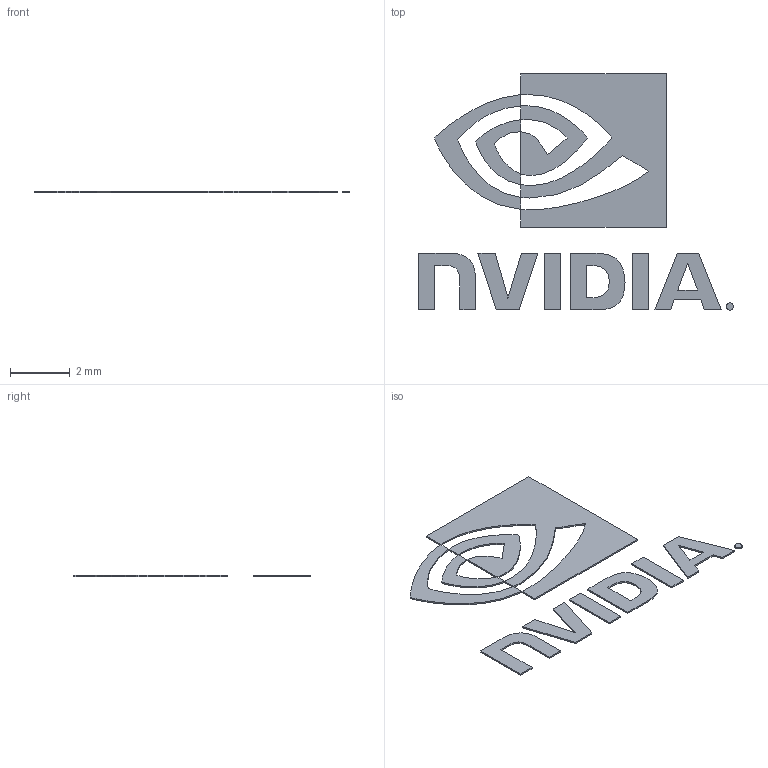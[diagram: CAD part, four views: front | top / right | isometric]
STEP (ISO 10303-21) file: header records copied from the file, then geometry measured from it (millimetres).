
FILE_DESCRIPTION(/* description */ (''),/* implementation_level */ '2;1');
FILE_NAME(/* name */ 'LOGO_SILK_NVIDIA_I0600X0330.stp',/* time_stamp */ '2023-11-01T20:45:52+03:00',/* author */ (''),/* organization */ (''),/* preprocessor_version */ 'ST-DEVELOPER v16.7',/* originating_system */ 'SIEMENS PLM Software NX 12.0',/* authorisation */ '');
FILE_SCHEMA (('AUTOMOTIVE_DESIGN { 1 0 10303 214 3 1 1 1 }'));
Length unit declared in the file: millimetre
Products named in the file (1): LOGO_SILK_NVIDIA_I0600X0330
Bounding box: 10.56 x 7.92 x 0.05 mm (x, y, z)
Volume: 1.7 mm3; surface area: 74.3 mm2
Topology: 11 solids, 11 shells, 239 faces, 651 edges, 434 vertices
Faces by surface type: plane 237, cylinder 2
Entity records: 7471 total; most frequent: CARTESIAN_POINT 1325, ORIENTED_EDGE 1302, DIRECTION 1135, EDGE_CURVE 651, LINE 647, VECTOR 647, VERTEX_POINT 434, AXIS2_PLACEMENT_3D 244
